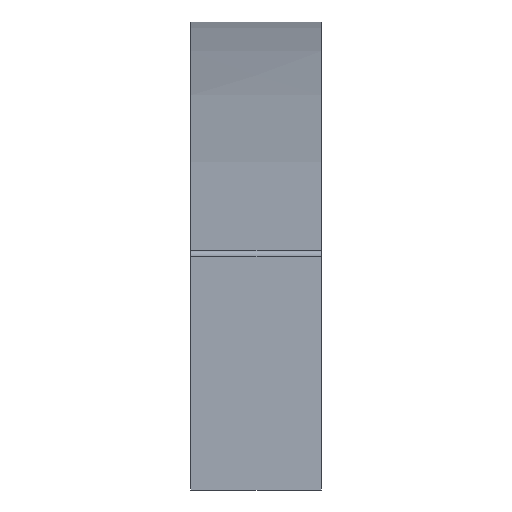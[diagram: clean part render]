
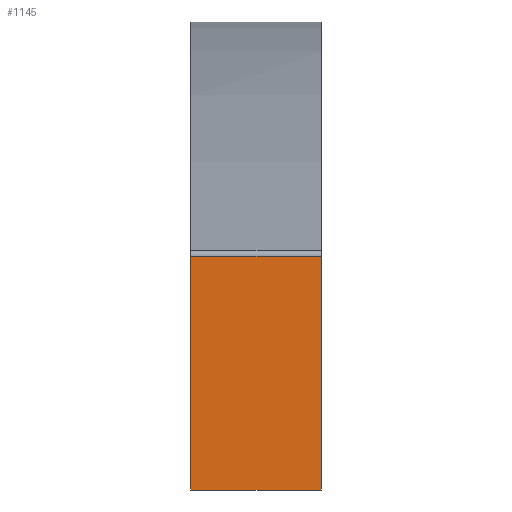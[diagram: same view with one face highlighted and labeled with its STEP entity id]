
A CAD part, left-side view. The second image highlights one B-rep face of the part: STEP entity #1145.
In plain terms, the highlighted planar face has unit normal (-1, 0, 0).
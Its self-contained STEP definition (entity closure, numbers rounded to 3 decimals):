
#32 = PLANE('',#33);
#33 = AXIS2_PLACEMENT_3D('',#34,#35,#36);
#34 = CARTESIAN_POINT('',(228.883,11.,119.071));
#35 = DIRECTION('',(0.,1.,0.));
#36 = DIRECTION('',(0.,0.,1.));
#199 = VERTEX_POINT('',#200);
#200 = CARTESIAN_POINT('',(3.113,11.,76.02));
#214 = PLANE('',#215);
#215 = AXIS2_PLACEMENT_3D('',#216,#217,#218);
#216 = CARTESIAN_POINT('',(23.113,11.,76.02));
#217 = DIRECTION('',(-0.,0.,-1.));
#218 = DIRECTION('',(-1.,0.,0.));
#226 = EDGE_CURVE('',#199,#227,#229,.T.);
#227 = VERTEX_POINT('',#228);
#228 = CARTESIAN_POINT('',(3.113,11.,115.31));
#229 = SURFACE_CURVE('',#230,(#234,#241),.PCURVE_S1.);
#230 = LINE('',#231,#232);
#231 = CARTESIAN_POINT('',(3.113,11.,76.02));
#232 = VECTOR('',#233,1.);
#233 = DIRECTION('',(0.,0.,1.));
#234 = PCURVE('',#32,#235);
#235 = DEFINITIONAL_REPRESENTATION('',(#236),#240);
#236 = LINE('',#237,#238);
#237 = CARTESIAN_POINT('',(-43.051,-225.77));
#238 = VECTOR('',#239,1.);
#239 = DIRECTION('',(1.,0.));
#240 = ( GEOMETRIC_REPRESENTATION_CONTEXT(2) 
PARAMETRIC_REPRESENTATION_CONTEXT() REPRESENTATION_CONTEXT('2D SPACE',''
  ) );
#241 = PCURVE('',#242,#247);
#242 = PLANE('',#243);
#243 = AXIS2_PLACEMENT_3D('',#244,#245,#246);
#244 = CARTESIAN_POINT('',(3.113,11.,76.02));
#245 = DIRECTION('',(-1.,0.,0.));
#246 = DIRECTION('',(0.,0.,1.));
#247 = DEFINITIONAL_REPRESENTATION('',(#248),#252);
#248 = LINE('',#249,#250);
#249 = CARTESIAN_POINT('',(0.,0.));
#250 = VECTOR('',#251,1.);
#251 = DIRECTION('',(1.,0.));
#252 = ( GEOMETRIC_REPRESENTATION_CONTEXT(2) 
PARAMETRIC_REPRESENTATION_CONTEXT() REPRESENTATION_CONTEXT('2D SPACE',''
  ) );
#300 = ( BOUNDED_SURFACE() B_SPLINE_SURFACE(2,2,(
    (#301,#302,#303,#304,#305)
    ,(#306,#307,#308,#309,#310)
    ,(#311,#312,#313,#314,#315
)),.UNSPECIFIED.,.F.,.F.,.F.) B_SPLINE_SURFACE_WITH_KNOTS((3,3),(3,1,1,3
    ),(0.,22.),(-1.346,0.,22.,23.346),.UNSPECIFIED.) 
GEOMETRIC_REPRESENTATION_ITEM() RATIONAL_B_SPLINE_SURFACE((
    (1.,1.,1.,1.,1.)
    ,(0.815,0.815,0.815,0.815
      ,0.815)
,(1.,1.,1.,1.,1.))) REPRESENTATION_ITEM('') SURFACE() );
#301 = CARTESIAN_POINT('',(3.784,12.346,116.254));
#302 = CARTESIAN_POINT('',(3.784,11.673,116.254));
#303 = CARTESIAN_POINT('',(3.784,0.,
    116.254));
#304 = CARTESIAN_POINT('',(3.784,-11.673,116.254));
#305 = CARTESIAN_POINT('',(3.784,-12.346,116.254));
#306 = CARTESIAN_POINT('',(3.113,12.346,116.02));
#307 = CARTESIAN_POINT('',(3.113,11.673,116.02));
#308 = CARTESIAN_POINT('',(3.113,0.,116.02)
  );
#309 = CARTESIAN_POINT('',(3.113,-11.673,116.02));
#310 = CARTESIAN_POINT('',(3.113,-12.346,116.02));
#311 = CARTESIAN_POINT('',(3.113,12.346,115.31));
#312 = CARTESIAN_POINT('',(3.113,11.673,115.31));
#313 = CARTESIAN_POINT('',(3.113,0.,115.31));
#314 = CARTESIAN_POINT('',(3.113,-11.673,115.31));
#315 = CARTESIAN_POINT('',(3.113,-12.346,115.31));
#499 = PLANE('',#500);
#500 = AXIS2_PLACEMENT_3D('',#501,#502,#503);
#501 = CARTESIAN_POINT('',(228.883,-11.,119.071));
#502 = DIRECTION('',(0.,1.,0.));
#503 = DIRECTION('',(0.,0.,1.));
#1052 = EDGE_CURVE('',#227,#1053,#1055,.T.);
#1053 = VERTEX_POINT('',#1054);
#1054 = CARTESIAN_POINT('',(3.113,-11.,115.31));
#1055 = SURFACE_CURVE('',#1056,(#1062,#1069),.PCURVE_S1.);
#1056 = B_SPLINE_CURVE_WITH_KNOTS('',2,(#1057,#1058,#1059,#1060,#1061),
  .UNSPECIFIED.,.F.,.F.,(3,1,1,3),(-1.346,0.,22.,
    23.346),.UNSPECIFIED.);
#1057 = CARTESIAN_POINT('',(3.113,12.346,115.31));
#1058 = CARTESIAN_POINT('',(3.113,11.673,115.31));
#1059 = CARTESIAN_POINT('',(3.113,0.,115.31));
#1060 = CARTESIAN_POINT('',(3.113,-11.673,115.31));
#1061 = CARTESIAN_POINT('',(3.113,-12.346,115.31));
#1062 = PCURVE('',#300,#1063);
#1063 = DEFINITIONAL_REPRESENTATION('',(#1064),#1068);
#1064 = LINE('',#1065,#1066);
#1065 = CARTESIAN_POINT('',(22.,0.));
#1066 = VECTOR('',#1067,1.);
#1067 = DIRECTION('',(0.,1.));
#1068 = ( GEOMETRIC_REPRESENTATION_CONTEXT(2) 
PARAMETRIC_REPRESENTATION_CONTEXT() REPRESENTATION_CONTEXT('2D SPACE',''
  ) );
#1069 = PCURVE('',#242,#1070);
#1070 = DEFINITIONAL_REPRESENTATION('',(#1071),#1077);
#1071 = B_SPLINE_CURVE_WITH_KNOTS('',2,(#1072,#1073,#1074,#1075,#1076),
  .UNSPECIFIED.,.F.,.F.,(3,1,1,3),(-1.346,0.,22.,
    23.346),.UNSPECIFIED.);
#1072 = CARTESIAN_POINT('',(39.29,1.346));
#1073 = CARTESIAN_POINT('',(39.29,0.673));
#1074 = CARTESIAN_POINT('',(39.29,-11.));
#1075 = CARTESIAN_POINT('',(39.29,-22.673));
#1076 = CARTESIAN_POINT('',(39.29,-23.346));
#1077 = ( GEOMETRIC_REPRESENTATION_CONTEXT(2) 
PARAMETRIC_REPRESENTATION_CONTEXT() REPRESENTATION_CONTEXT('2D SPACE',''
  ) );
#1145 = ADVANCED_FACE('',(#1146),#242,.T.);
#1146 = FACE_BOUND('',#1147,.T.);
#1147 = EDGE_LOOP('',(#1148,#1149,#1172,#1193));
#1148 = ORIENTED_EDGE('',*,*,#226,.F.);
#1149 = ORIENTED_EDGE('',*,*,#1150,.T.);
#1150 = EDGE_CURVE('',#199,#1151,#1153,.T.);
#1151 = VERTEX_POINT('',#1152);
#1152 = CARTESIAN_POINT('',(3.113,-11.,76.02));
#1153 = SURFACE_CURVE('',#1154,(#1158,#1165),.PCURVE_S1.);
#1154 = LINE('',#1155,#1156);
#1155 = CARTESIAN_POINT('',(3.113,11.,76.02));
#1156 = VECTOR('',#1157,1.);
#1157 = DIRECTION('',(0.,-1.,0.));
#1158 = PCURVE('',#242,#1159);
#1159 = DEFINITIONAL_REPRESENTATION('',(#1160),#1164);
#1160 = LINE('',#1161,#1162);
#1161 = CARTESIAN_POINT('',(0.,0.));
#1162 = VECTOR('',#1163,1.);
#1163 = DIRECTION('',(0.,-1.));
#1164 = ( GEOMETRIC_REPRESENTATION_CONTEXT(2) 
PARAMETRIC_REPRESENTATION_CONTEXT() REPRESENTATION_CONTEXT('2D SPACE',''
  ) );
#1165 = PCURVE('',#214,#1166);
#1166 = DEFINITIONAL_REPRESENTATION('',(#1167),#1171);
#1167 = LINE('',#1168,#1169);
#1168 = CARTESIAN_POINT('',(20.,0.));
#1169 = VECTOR('',#1170,1.);
#1170 = DIRECTION('',(0.,-1.));
#1171 = ( GEOMETRIC_REPRESENTATION_CONTEXT(2) 
PARAMETRIC_REPRESENTATION_CONTEXT() REPRESENTATION_CONTEXT('2D SPACE',''
  ) );
#1172 = ORIENTED_EDGE('',*,*,#1173,.T.);
#1173 = EDGE_CURVE('',#1151,#1053,#1174,.T.);
#1174 = SURFACE_CURVE('',#1175,(#1179,#1186),.PCURVE_S1.);
#1175 = LINE('',#1176,#1177);
#1176 = CARTESIAN_POINT('',(3.113,-11.,76.02));
#1177 = VECTOR('',#1178,1.);
#1178 = DIRECTION('',(0.,0.,1.));
#1179 = PCURVE('',#242,#1180);
#1180 = DEFINITIONAL_REPRESENTATION('',(#1181),#1185);
#1181 = LINE('',#1182,#1183);
#1182 = CARTESIAN_POINT('',(0.,-22.));
#1183 = VECTOR('',#1184,1.);
#1184 = DIRECTION('',(1.,0.));
#1185 = ( GEOMETRIC_REPRESENTATION_CONTEXT(2) 
PARAMETRIC_REPRESENTATION_CONTEXT() REPRESENTATION_CONTEXT('2D SPACE',''
  ) );
#1186 = PCURVE('',#499,#1187);
#1187 = DEFINITIONAL_REPRESENTATION('',(#1188),#1192);
#1188 = LINE('',#1189,#1190);
#1189 = CARTESIAN_POINT('',(-43.051,-225.77));
#1190 = VECTOR('',#1191,1.);
#1191 = DIRECTION('',(1.,0.));
#1192 = ( GEOMETRIC_REPRESENTATION_CONTEXT(2) 
PARAMETRIC_REPRESENTATION_CONTEXT() REPRESENTATION_CONTEXT('2D SPACE',''
  ) );
#1193 = ORIENTED_EDGE('',*,*,#1052,.F.);
